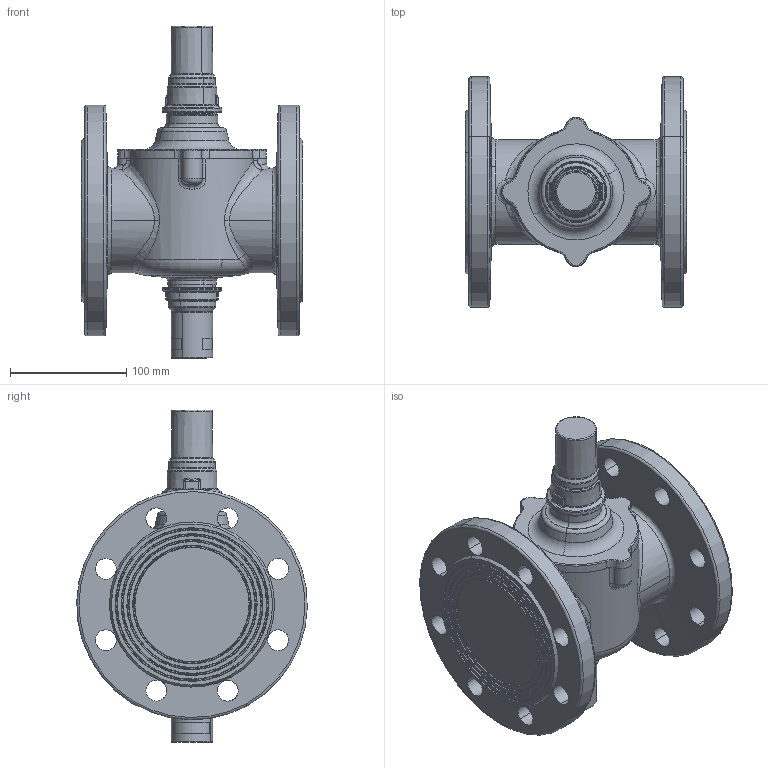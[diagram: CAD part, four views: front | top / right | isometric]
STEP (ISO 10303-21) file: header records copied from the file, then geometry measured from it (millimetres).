
FILE_DESCRIPTION(('CATIA V5 STEP Exchange','CAx-IF Rec.Pracs.--- Model Styling and Organization---1.5--- 2016-08-15','CAx-IF Rec.Pracs.---Supplemental Geometry---1.0---2011-11-01','CAx-IF Rec.Pracs.--- Composite Materials ---3.4---2017-06-13','CAx-IF Rec.Pracs.---Tessellated 3D Geometry---1.0---2015-12-17'),'2;1');
FILE_NAME('STEP_541801_-_TST.stp','2023-04-27T09:26:36+00:00',('none'),('none'),'CATIA Version 5-6 Release 2020 SP5','CATIA V5 STEP AP242 v2','none');
FILE_SCHEMA(('AP242_MANAGED_MODEL_BASED_3D_ENGINEERING_MIM_LF {1 0 10303 442 1 1 4}'));
Length unit declared in the file: millimetre
Products named in the file (1): 541800 - TST
Bounding box: 190 x 197.94 x 285 mm (x, y, z)
Volume: 2721001.9 mm3; surface area: 225832.9 mm2
Topology: 1 solids, 4 shells, 398 faces, 916 edges, 534 vertices
Faces by surface type: cylinder 103, cone 90, torus 83, plane 54, bspline 52, sphere 16
Entity records: 16116 total; most frequent: CARTESIAN_POINT 8209, ORIENTED_EDGE 1800, DIRECTION 1140, EDGE_CURVE 900, AXIS2_PLACEMENT_3D 688, VERTEX_POINT 534, CIRCLE 457, EDGE_LOOP 456
